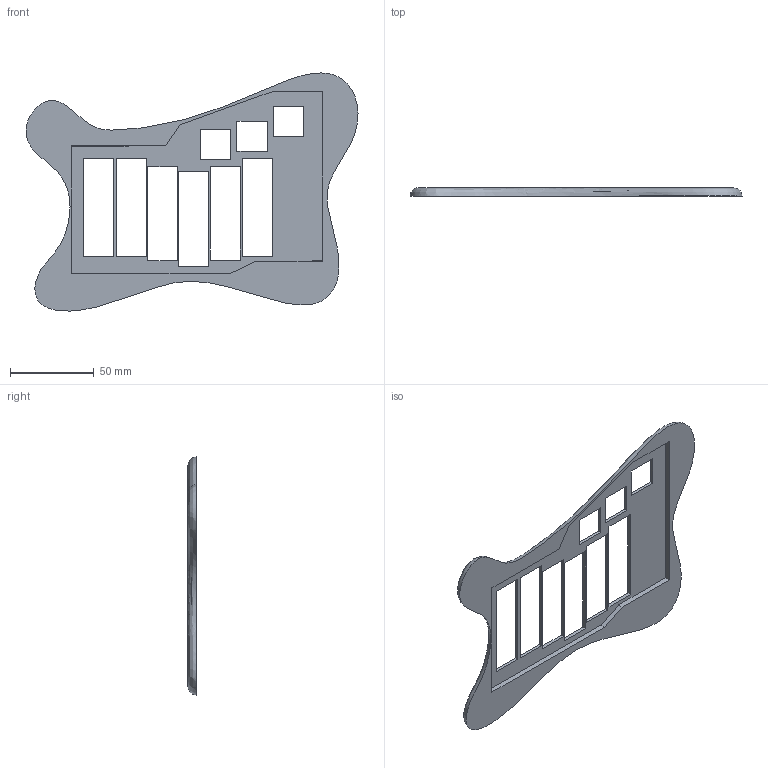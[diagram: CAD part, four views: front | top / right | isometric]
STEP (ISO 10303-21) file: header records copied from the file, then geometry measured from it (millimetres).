
FILE_DESCRIPTION(/* description */ (''),/* implementation_level */ '2;1');
FILE_NAME(/* name */ 'Left-DualForm-cover.step',/* time_stamp */ '2025-12-19T23:41:54+05:30',/* author */ (''),/* organization */ (''),/* preprocessor_version */ 'ST-DEVELOPER v20.1',/* originating_system */ 'Autodesk Translation Framework v14.21.0.0',/* authorisation */ '');
FILE_SCHEMA (('AUTOMOTIVE_DESIGN { 1 0 10303 214 3 1 1 }'));
Length unit declared in the file: millimetre
Products named in the file (2): Left-DualForm; Component4
Assembly tree (1 placements, depth 2):
  Left-DualForm
    Component4
Bounding box: 198.62 x 5 x 142.42 mm (x, y, z)
Volume: 41528.7 mm3; surface area: 31356.6 mm2
Topology: 1 solids, 1 shells, 52 faces, 156 edges, 104 vertices
Faces by surface type: plane 51, bspline 1
Entity records: 2737 total; most frequent: CARTESIAN_POINT 1235, ORIENTED_EDGE 312, DIRECTION 261, EDGE_CURVE 156, LINE 151, VECTOR 151, VERTEX_POINT 104, EDGE_LOOP 74
